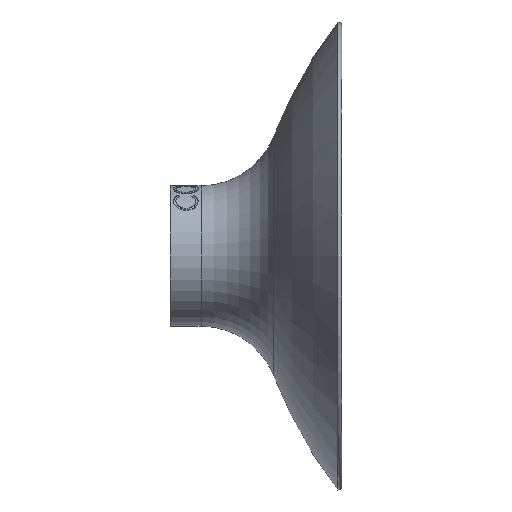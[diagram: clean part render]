
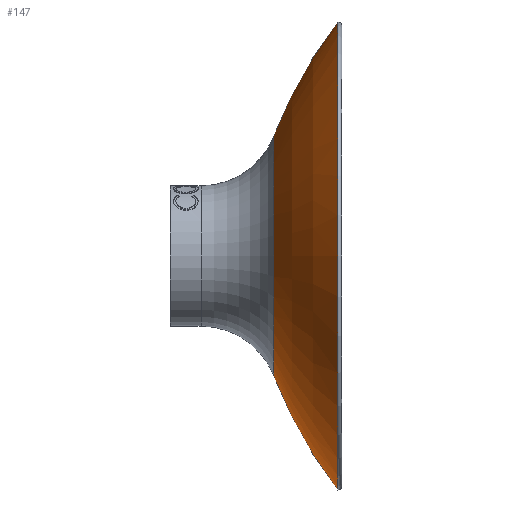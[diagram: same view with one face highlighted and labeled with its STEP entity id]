
A CAD part, left-side view. The second image highlights one B-rep face of the part: STEP entity #147.
In plain terms, the highlighted toroidal (fillet/blend) face has major radius 6.426 mm and minor radius 60 mm.
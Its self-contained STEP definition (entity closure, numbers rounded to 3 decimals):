
#147=ADVANCED_FACE('',(#358),#359,.T.);
#358=FACE_OUTER_BOUND('',#628,.T.);
#359=TOROIDAL_SURFACE('',#629,-6.426,60.0);
#628=EDGE_LOOP('',(#4521,#4522,#4523,#4524));
#629=AXIS2_PLACEMENT_3D('',#4525,#4526,#4527);
#4521=ORIENTED_EDGE('',*,*,#5029,.F.);
#4522=ORIENTED_EDGE('',*,*,#5110,.T.);
#4523=ORIENTED_EDGE('',*,*,#5031,.T.);
#4524=ORIENTED_EDGE('',*,*,#5035,.F.);
#4525=CARTESIAN_POINT('',(0.0,-69.177,0.0));
#4526=DIRECTION('',(0.0,1.0,0.0));
#4527=DIRECTION('',(0.0,0.0,1.0));
#5029=EDGE_CURVE('',#5355,#5361,#5362,.T.);
#5031=EDGE_CURVE('',#5357,#5363,#5365,.T.);
#5035=EDGE_CURVE('',#5361,#5363,#5371,.T.);
#5110=EDGE_CURVE('',#5355,#5357,#5492,.T.);
#5355=VERTEX_POINT('',#5950);
#5357=VERTEX_POINT('',#5952);
#5361=VERTEX_POINT('',#5956);
#5362=CIRCLE('',#5957,60.0);
#5363=VERTEX_POINT('',#5958);
#5365=CIRCLE('',#5960,60.0);
#5371=CIRCLE('',#5966,15.368);
#5492=CIRCLE('',#6672,30.0);
#5950=CARTESIAN_POINT('',(0.,-21.5,-30.0));
#5952=CARTESIAN_POINT('',(0.0,-21.5,30.0));
#5956=CARTESIAN_POINT('',(0.,-13.275,-15.368));
#5957=AXIS2_PLACEMENT_3D('',#8000,#8001,#8002);
#5958=CARTESIAN_POINT('',(0.0,-13.275,15.368));
#5960=AXIS2_PLACEMENT_3D('',#8006,#8007,#8008);
#5966=AXIS2_PLACEMENT_3D('',#8015,#8016,#8017);
#6672=AXIS2_PLACEMENT_3D('',#8098,#8099,#8100);
#8000=CARTESIAN_POINT('',(0.,-69.177,6.426));
#8001=DIRECTION('',(1.0,0.0,0.));
#8002=DIRECTION('',(0.,0.0,-1.0));
#8006=CARTESIAN_POINT('',(0.0,-69.177,-6.426));
#8007=DIRECTION('',(-1.0,0.0,0.0));
#8008=DIRECTION('',(0.0,0.0,1.0));
#8015=CARTESIAN_POINT('',(0.0,-13.275,0.0));
#8016=DIRECTION('',(0.0,1.0,0.0));
#8017=DIRECTION('',(0.0,0.0,1.0));
#8098=CARTESIAN_POINT('',(0.0,-21.5,0.0));
#8099=DIRECTION('',(0.0,1.0,0.0));
#8100=DIRECTION('',(0.0,0.0,1.0));
